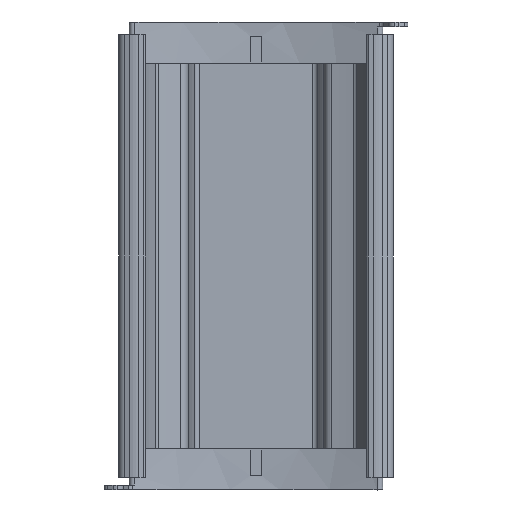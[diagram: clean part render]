
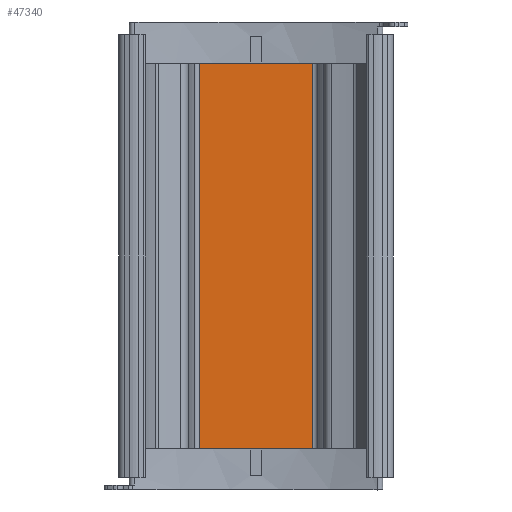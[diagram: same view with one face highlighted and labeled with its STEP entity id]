
A CAD part, front view. The second image highlights one B-rep face of the part: STEP entity #47340.
In plain terms, the highlighted face is planar.
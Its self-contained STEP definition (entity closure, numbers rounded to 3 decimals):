
#19090=CARTESIAN_POINT('',(8.875,63.814,
-35.7));
#19100=VERTEX_POINT('',#19090);
#19130=CARTESIAN_POINT('',(8.875,33.177,
-35.7));
#19140=DIRECTION('',(0.,-1.,0.));
#19150=VECTOR('',#19140,1.);
#19160=LINE('',#19130,#19150);
#19170=CARTESIAN_POINT('',(8.875,36.186,
-35.7));
#19180=VERTEX_POINT('',#19170);
#19190=EDGE_CURVE('',#19100,#19180,#19160,.T.);
#33400=CARTESIAN_POINT('',(110.075,63.814,
-35.7));
#33410=DIRECTION('',(1.,0.,0.));
#33420=VECTOR('',#33410,1.);
#33430=LINE('',#33400,#33420);
#33440=CARTESIAN_POINT('',(102.975,63.814,
-35.7));
#33450=VERTEX_POINT('',#33440);
#33460=EDGE_CURVE('',#19100,#33450,#33430,.T.);
#47110=CARTESIAN_POINT('',(1.775,50.,
-35.7));
#47120=DIRECTION('',(0.,0.,-1.));
#47130=DIRECTION('',(0.,1.,0.));
#47140=AXIS2_PLACEMENT_3D('',#47110,#47120,#47130);
#47150=PLANE('',#47140);
#47160=ORIENTED_EDGE('',*,*,#33460,.F.);
#47170=CARTESIAN_POINT('',(102.975,33.177,
-35.7));
#47180=DIRECTION('',(0.,-1.,0.));
#47190=VECTOR('',#47180,1.);
#47200=LINE('',#47170,#47190);
#47210=CARTESIAN_POINT('',(102.975,36.186,
-35.7));
#47220=VERTEX_POINT('',#47210);
#47230=EDGE_CURVE('',#33450,#47220,#47200,.T.);
#47240=ORIENTED_EDGE('',*,*,#47230,.F.);
#47250=CARTESIAN_POINT('',(1.775,36.186,
-35.7));
#47260=DIRECTION('',(-1.,0.,0.));
#47270=VECTOR('',#47260,1.);
#47280=LINE('',#47250,#47270);
#47290=EDGE_CURVE('',#47220,#19180,#47280,.T.);
#47300=ORIENTED_EDGE('',*,*,#47290,.F.);
#47310=ORIENTED_EDGE('',*,*,#19190,.T.);
#47320=EDGE_LOOP('',(#47310,#47300,#47240,#47160));
#47330=FACE_OUTER_BOUND('',#47320,.T.);
#47340=ADVANCED_FACE('',(#47330),#47150,.F.);
